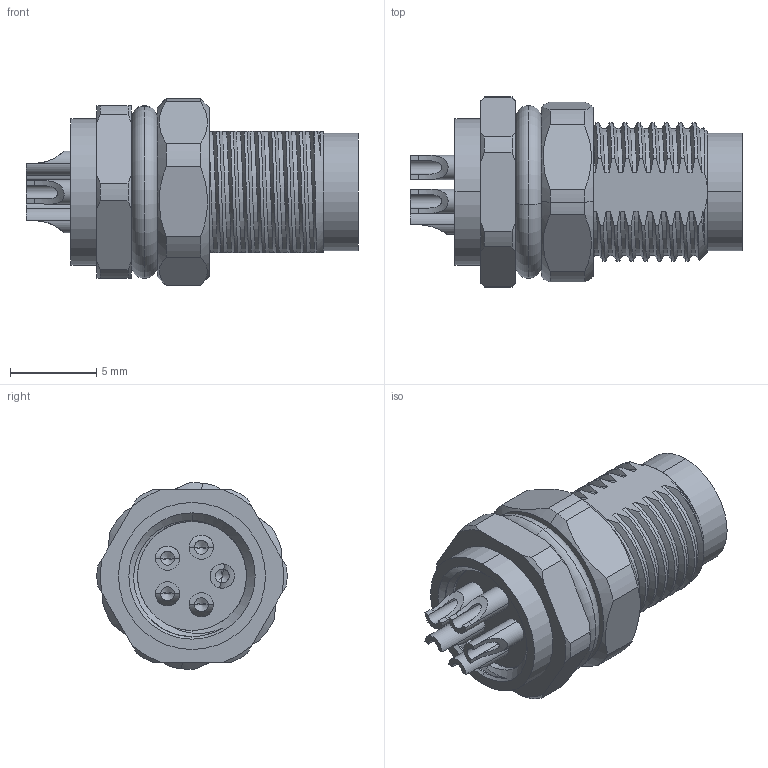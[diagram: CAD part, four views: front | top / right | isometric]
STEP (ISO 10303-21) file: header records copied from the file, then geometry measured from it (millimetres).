
FILE_DESCRIPTION (( 'STEP AP203' ), '1' );
FILE_NAME ('54-00316_revA.STEP', '2023-03-16T23:40:33', ( '' ), ( '' ), 'SwSTEP 2.0', 'SolidWorks 2021', '' );
FILE_SCHEMA (( 'CONFIG_CONTROL_DESIGN' ));
Length unit declared in the file: millimetre
Products named in the file (6): 54-00316-04___; 54-00316-10___; 54-00316-01___; 54-00316_revA; 54-00316-03___; 54-00316-05___
Assembly tree (9 placements, depth 2):
  54-00316_revA
    54-00316-01___
    54-00316-10___
    54-00316-03___  x5
    54-00316-04___
    54-00316-05___
Bounding box: 19.2 x 10.99 x 10.8 mm (x, y, z)
Volume: 855.9 mm3; surface area: 2361.5 mm2
Topology: 9 solids, 9 shells, 405 faces, 1000 edges, 630 vertices
Faces by surface type: cylinder 178, plane 69, cone 58, bspline 56, torus 34, sphere 10
Entity records: 33558 total; most frequent: CARTESIAN_POINT 26875, ORIENTED_EDGE 1420, DIRECTION 1056, EDGE_CURVE 710, VERTEX_POINT 462, AXIS2_PLACEMENT_3D 410, EDGE_LOOP 296, ADVANCED_FACE 269
